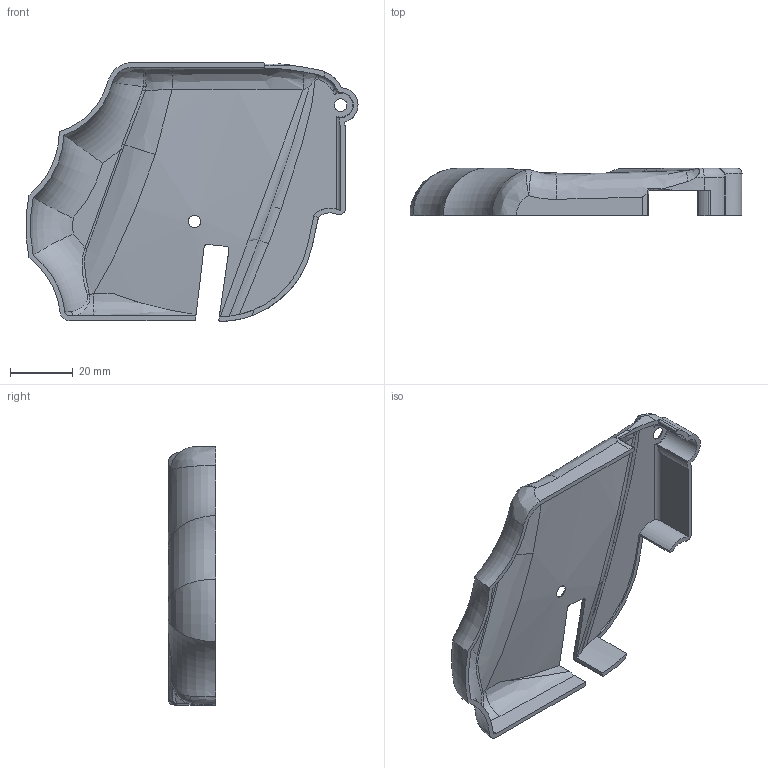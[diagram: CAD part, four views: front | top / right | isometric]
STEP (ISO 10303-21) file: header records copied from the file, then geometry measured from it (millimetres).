
FILE_DESCRIPTION(/* description */ (''),/* implementation_level */ '2;1');
FILE_NAME(/* name */ 'Top cover.stp',/* time_stamp */ '2020-08-20T18:29:43+01:00',/* author */ ('ferrerx'),/* organization */ (''),/* preprocessor_version */ 'ST-DEVELOPER v18',/* originating_system */ 'Autodesk Inventor 2020',/* authorisation */ '');
FILE_SCHEMA (('AUTOMOTIVE_DESIGN { 1 0 10303 214 3 1 1 }'));
Length unit declared in the file: millimetre
Products named in the file (1): Top cover
Bounding box: 105.5 x 15 x 82.22 mm (x, y, z)
Volume: 13856.3 mm3; surface area: 19183.8 mm2
Topology: 1 solids, 1 shells, 129 faces, 344 edges, 215 vertices
Faces by surface type: bspline 54, cylinder 30, plane 24, torus 20, cone 1
Entity records: 8649 total; most frequent: CARTESIAN_POINT 5752, ORIENTED_EDGE 684, DIRECTION 509, EDGE_CURVE 342, AXIS2_PLACEMENT_3D 221, VERTEX_POINT 215, EDGE_LOOP 133, B_SPLINE_CURVE_WITH_KNOTS 130
